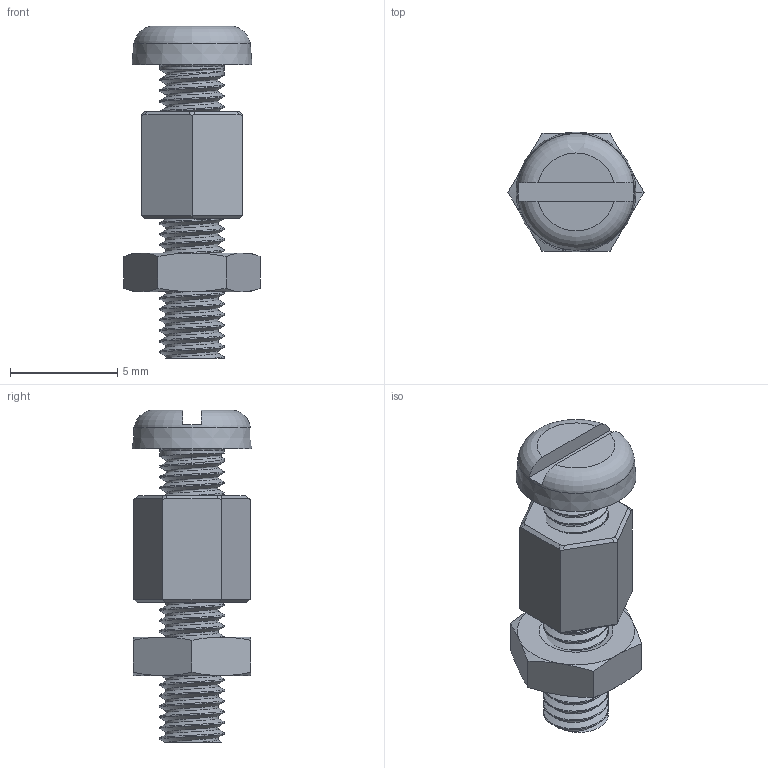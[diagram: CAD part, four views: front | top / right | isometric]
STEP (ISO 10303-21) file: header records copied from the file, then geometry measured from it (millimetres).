
FILE_DESCRIPTION(('FreeCAD Model'),'2;1');
FILE_NAME( '.Distance9mm-Hex5mm_plus_M3x6.step' ,'2020-05-22T17:47:31',('Author'),(''), 'Open CASCADE STEP processor 7.3','FreeCAD','Unknown');
FILE_SCHEMA(('AUTOMOTIVE_DESIGN { 1 0 10303 214 1 1 1 1 }'));
Length unit declared in the file: millimetre
Products named in the file (4): Distance9mm-Hex5mm_plus_M3x6; ISO1580-M3x6_screw; Hexdistance5mm_M3x6; ISO4035-M3_thin_nut
Assembly tree (3 placements, depth 2):
  Distance9mm-Hex5mm_plus_M3x6
    ISO1580-M3x6_screw
    Hexdistance5mm_M3x6
    ISO4035-M3_thin_nut
Bounding box: 6.35 x 5.6 x 15.5 mm (x, y, z)
Volume: 221.8 mm3; surface area: 506.5 mm2
Topology: 3 solids, 3 shells, 202 faces, 430 edges, 233 vertices
Faces by surface type: bspline 138, plane 37, cone 17, cylinder 8, revolution 2
Full cylindrical faces by diameter (mm): 2.459 x1, 3 x1
Entity records: 12511 total; most frequent: CARTESIAN_POINT 8402, ORIENTED_EDGE 852, EDGE_CURVE 426, DIRECTION 340, B_SPLINE_CURVE_WITH_KNOTS 240, VERTEX_POINT 233, FACE_BOUND 207, EDGE_LOOP 207
